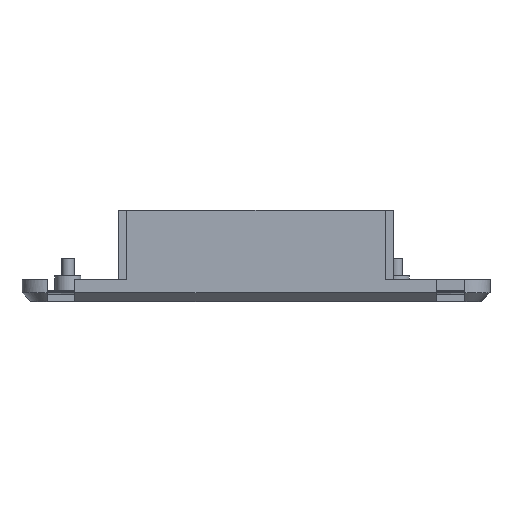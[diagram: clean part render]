
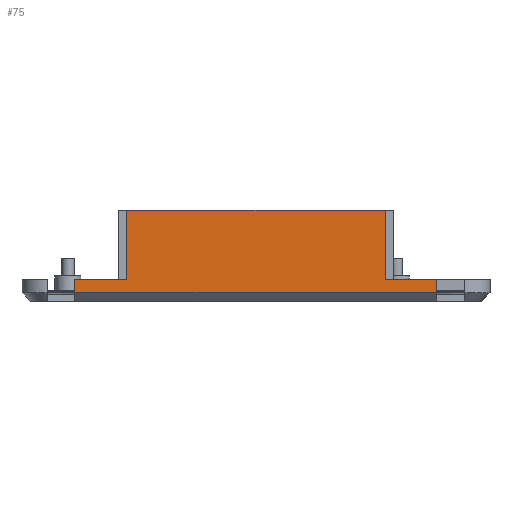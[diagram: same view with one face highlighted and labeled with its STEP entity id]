
A CAD part, left-side view. The second image highlights one B-rep face of the part: STEP entity #75.
In plain terms, the highlighted planar face has unit normal (-1, 0, 0).
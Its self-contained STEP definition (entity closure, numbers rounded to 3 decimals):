
#75=ADVANCED_FACE('',(#185),#1757,.T.);
#185=FACE_OUTER_BOUND('',#300,.T.);
#300=EDGE_LOOP('',(#658,#659,#660,#661,#662,#663,#664,#665));
#658=ORIENTED_EDGE('',*,*,#1151,.F.);
#659=ORIENTED_EDGE('',*,*,#1152,.F.);
#660=ORIENTED_EDGE('',*,*,#1153,.F.);
#661=ORIENTED_EDGE('',*,*,#1107,.T.);
#662=ORIENTED_EDGE('',*,*,#1154,.F.);
#663=ORIENTED_EDGE('',*,*,#1155,.F.);
#664=ORIENTED_EDGE('',*,*,#1156,.F.);
#665=ORIENTED_EDGE('',*,*,#1104,.T.);
#1104=EDGE_CURVE('',#1667,#1666,#1368,.T.);
#1107=EDGE_CURVE('',#1669,#1670,#1371,.T.);
#1151=EDGE_CURVE('',#1704,#1666,#1407,.T.);
#1152=EDGE_CURVE('',#1705,#1704,#1408,.T.);
#1153=EDGE_CURVE('',#1669,#1705,#1409,.T.);
#1154=EDGE_CURVE('',#1706,#1670,#1410,.T.);
#1155=EDGE_CURVE('',#1707,#1706,#1411,.T.);
#1156=EDGE_CURVE('',#1667,#1707,#1412,.T.);
#1368=B_SPLINE_CURVE_WITH_KNOTS('',1,(#3237,#3238),.UNSPECIFIED.,.F.,.F.,
(2,2),(0.,12.),.UNSPECIFIED.);
#1371=B_SPLINE_CURVE_WITH_KNOTS('',1,(#3243,#3244),.UNSPECIFIED.,.F.,.F.,
(2,2),(0.,11.8),.UNSPECIFIED.);
#1407=B_SPLINE_CURVE_WITH_KNOTS('',1,(#3339,#3340),.UNSPECIFIED.,.F.,.F.,
(2,2),(-3.,0.),.UNSPECIFIED.);
#1408=B_SPLINE_CURVE_WITH_KNOTS('',1,(#3341,#3342),.UNSPECIFIED.,.F.,.F.,
(2,2),(-83.4,0.),.UNSPECIFIED.);
#1409=B_SPLINE_CURVE_WITH_KNOTS('',1,(#3343,#3344),.UNSPECIFIED.,.F.,.F.,
(2,2),(-3.,0.),.UNSPECIFIED.);
#1410=B_SPLINE_CURVE_WITH_KNOTS('',1,(#3345,#3346),.UNSPECIFIED.,.F.,.F.,
(2,2),(-16.,0.),.UNSPECIFIED.);
#1411=B_SPLINE_CURVE_WITH_KNOTS('',1,(#3347,#3348),.UNSPECIFIED.,.F.,.F.,
(2,2),(-59.6,0.),.UNSPECIFIED.);
#1412=B_SPLINE_CURVE_WITH_KNOTS('',1,(#3349,#3350),.UNSPECIFIED.,.F.,.F.,
(2,2),(-16.,0.),.UNSPECIFIED.);
#1666=VERTEX_POINT('',#2805);
#1667=VERTEX_POINT('',#2806);
#1669=VERTEX_POINT('',#2808);
#1670=VERTEX_POINT('',#2809);
#1704=VERTEX_POINT('',#2843);
#1705=VERTEX_POINT('',#2844);
#1706=VERTEX_POINT('',#2845);
#1707=VERTEX_POINT('',#2846);
#1757=PLANE('',#1887);
#1887=AXIS2_PLACEMENT_3D('',#2373,#1968,$);
#1968=DIRECTION('',(-1.,0.,0.));
#2373=CARTESIAN_POINT('',(-42.02,92.734,-161.876));
#2805=CARTESIAN_POINT('',(-42.02,184.475,-156.975));
#2806=CARTESIAN_POINT('',(-42.02,172.475,-156.975));
#2808=CARTESIAN_POINT('',(-42.02,101.075,-156.975));
#2809=CARTESIAN_POINT('',(-42.02,112.875,-156.975));
#2843=CARTESIAN_POINT('',(-42.02,184.475,-159.975));
#2844=CARTESIAN_POINT('',(-42.02,101.075,-159.975));
#2845=CARTESIAN_POINT('',(-42.02,112.875,-140.975));
#2846=CARTESIAN_POINT('',(-42.02,172.475,-140.975));
#3237=CARTESIAN_POINT('',(-42.02,172.475,-156.975));
#3238=CARTESIAN_POINT('',(-42.02,184.475,-156.975));
#3243=CARTESIAN_POINT('',(-42.02,101.075,-156.975));
#3244=CARTESIAN_POINT('',(-42.02,112.875,-156.975));
#3339=CARTESIAN_POINT('',(-42.02,184.475,-159.975));
#3340=CARTESIAN_POINT('',(-42.02,184.475,-156.975));
#3341=CARTESIAN_POINT('',(-42.02,101.075,-159.975));
#3342=CARTESIAN_POINT('',(-42.02,184.475,-159.975));
#3343=CARTESIAN_POINT('',(-42.02,101.075,-156.975));
#3344=CARTESIAN_POINT('',(-42.02,101.075,-159.975));
#3345=CARTESIAN_POINT('',(-42.02,112.875,-140.975));
#3346=CARTESIAN_POINT('',(-42.02,112.875,-156.975));
#3347=CARTESIAN_POINT('',(-42.02,172.475,-140.975));
#3348=CARTESIAN_POINT('',(-42.02,112.875,-140.975));
#3349=CARTESIAN_POINT('',(-42.02,172.475,-156.975));
#3350=CARTESIAN_POINT('',(-42.02,172.475,-140.975));
